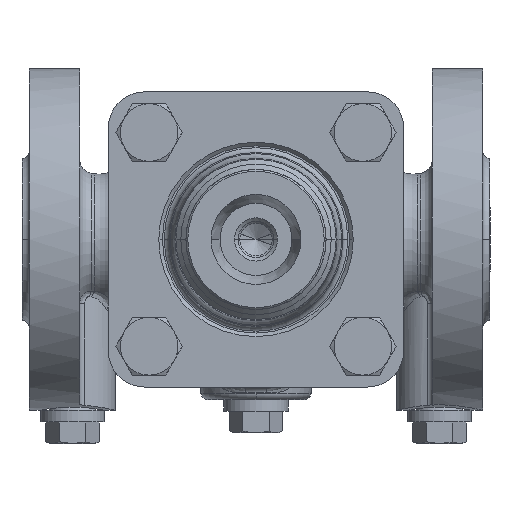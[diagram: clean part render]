
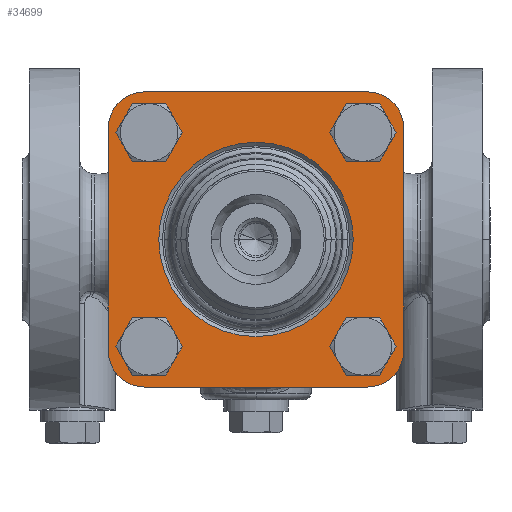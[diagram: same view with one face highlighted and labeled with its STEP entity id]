
A CAD part, front view. The second image highlights one B-rep face of the part: STEP entity #34699.
In plain terms, the highlighted planar face has unit normal (0, -1, 0).
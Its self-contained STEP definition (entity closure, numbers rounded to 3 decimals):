
#34250=CARTESIAN_POINT('',(-31.,0.,31.));
#34251=DIRECTION('',(0.,-1.,0.));
#34252=DIRECTION('',(0.,0.,1.));
#34253=AXIS2_PLACEMENT_3D('',#34250,#34251,#34252);
#34255=DIRECTION('',(1.,0.,0.));
#34256=VECTOR('',#34255,62.);
#34257=CARTESIAN_POINT('',(-31.,0.,41.));
#34258=LINE('',#34257,#34256);
#34259=CARTESIAN_POINT('',(31.,0.,31.));
#34260=DIRECTION('',(0.,-1.,0.));
#34261=DIRECTION('',(1.,0.,0.));
#34262=AXIS2_PLACEMENT_3D('',#34259,#34260,#34261);
#34264=DIRECTION('',(0.,0.,-1.));
#34265=VECTOR('',#34264,62.);
#34266=CARTESIAN_POINT('',(41.,0.,31.));
#34267=LINE('',#34266,#34265);
#34268=CARTESIAN_POINT('',(31.,0.,-31.));
#34269=DIRECTION('',(0.,-1.,0.));
#34270=DIRECTION('',(0.,0.,-1.));
#34271=AXIS2_PLACEMENT_3D('',#34268,#34269,#34270);
#34273=DIRECTION('',(-1.,0.,0.));
#34274=VECTOR('',#34273,62.);
#34275=CARTESIAN_POINT('',(31.,0.,-41.));
#34276=LINE('',#34275,#34274);
#34277=CARTESIAN_POINT('',(-31.,0.,-31.));
#34278=DIRECTION('',(0.,-1.,0.));
#34279=DIRECTION('',(-1.,0.,0.));
#34280=AXIS2_PLACEMENT_3D('',#34277,#34278,#34279);
#34282=DIRECTION('',(0.,0.,1.));
#34283=VECTOR('',#34282,62.);
#34284=CARTESIAN_POINT('',(-41.,0.,-31.));
#34285=LINE('',#34284,#34283);
#34286=CARTESIAN_POINT('',(0.,0.,
0.));
#34287=DIRECTION('',(0.,1.,0.));
#34288=DIRECTION('',(1.,0.,0.));
#34289=AXIS2_PLACEMENT_3D('',#34286,#34287,#34288);
#34291=CARTESIAN_POINT('',(0.,0.,
0.));
#34292=DIRECTION('',(0.,1.,0.));
#34293=DIRECTION('',(-1.,0.,0.));
#34294=AXIS2_PLACEMENT_3D('',#34291,#34292,#34293);
#34296=CARTESIAN_POINT('',(-29.698,0.,29.698));
#34297=DIRECTION('',(0.,-1.,0.));
#34298=DIRECTION('',(1.,0.,0.));
#34299=AXIS2_PLACEMENT_3D('',#34296,#34297,#34298);
#34301=CARTESIAN_POINT('',(-29.698,0.,29.698));
#34302=DIRECTION('',(0.,-1.,0.));
#34303=DIRECTION('',(-1.,0.,0.));
#34304=AXIS2_PLACEMENT_3D('',#34301,#34302,#34303);
#34306=CARTESIAN_POINT('',(29.698,0.,29.698));
#34307=DIRECTION('',(0.,-1.,0.));
#34308=DIRECTION('',(1.,0.,0.));
#34309=AXIS2_PLACEMENT_3D('',#34306,#34307,#34308);
#34311=CARTESIAN_POINT('',(29.698,0.,29.698));
#34312=DIRECTION('',(0.,-1.,0.));
#34313=DIRECTION('',(-1.,0.,0.));
#34314=AXIS2_PLACEMENT_3D('',#34311,#34312,#34313);
#34316=CARTESIAN_POINT('',(29.698,0.,-29.698));
#34317=DIRECTION('',(0.,-1.,0.));
#34318=DIRECTION('',(1.,0.,0.));
#34319=AXIS2_PLACEMENT_3D('',#34316,#34317,#34318);
#34321=CARTESIAN_POINT('',(29.698,0.,-29.698));
#34322=DIRECTION('',(0.,-1.,0.));
#34323=DIRECTION('',(-1.,0.,0.));
#34324=AXIS2_PLACEMENT_3D('',#34321,#34322,#34323);
#34326=CARTESIAN_POINT('',(-29.698,0.,-29.698));
#34327=DIRECTION('',(0.,-1.,0.));
#34328=DIRECTION('',(1.,0.,0.));
#34329=AXIS2_PLACEMENT_3D('',#34326,#34327,#34328);
#34331=CARTESIAN_POINT('',(-29.698,0.,-29.698));
#34332=DIRECTION('',(0.,-1.,0.));
#34333=DIRECTION('',(-1.,0.,0.));
#34334=AXIS2_PLACEMENT_3D('',#34331,#34332,#34333);
#34566=CARTESIAN_POINT('',(-31.,0.,41.));
#34567=CARTESIAN_POINT('',(-41.,0.,31.));
#34568=VERTEX_POINT('',#34566);
#34569=VERTEX_POINT('',#34567);
#34574=CARTESIAN_POINT('',(41.,0.,31.));
#34575=CARTESIAN_POINT('',(31.,0.,41.));
#34576=VERTEX_POINT('',#34574);
#34577=VERTEX_POINT('',#34575);
#34582=CARTESIAN_POINT('',(31.,0.,-41.));
#34583=CARTESIAN_POINT('',(41.,0.,-31.));
#34584=VERTEX_POINT('',#34582);
#34585=VERTEX_POINT('',#34583);
#34590=CARTESIAN_POINT('',(-41.,0.,-31.));
#34591=CARTESIAN_POINT('',(-31.,0.,-41.));
#34592=VERTEX_POINT('',#34590);
#34593=VERTEX_POINT('',#34591);
#34606=CARTESIAN_POINT('',(27.,0.,0.));
#34607=CARTESIAN_POINT('',(-27.,0.,0.));
#34608=VERTEX_POINT('',#34606);
#34609=VERTEX_POINT('',#34607);
#34614=CARTESIAN_POINT('',(-23.948,0.,29.698));
#34615=CARTESIAN_POINT('',(-35.448,0.,29.698));
#34616=VERTEX_POINT('',#34614);
#34617=VERTEX_POINT('',#34615);
#34622=CARTESIAN_POINT('',(35.448,0.,29.698));
#34623=CARTESIAN_POINT('',(23.948,0.,29.698));
#34624=VERTEX_POINT('',#34622);
#34625=VERTEX_POINT('',#34623);
#34630=CARTESIAN_POINT('',(35.448,0.,-29.698));
#34631=CARTESIAN_POINT('',(23.948,0.,-29.698));
#34632=VERTEX_POINT('',#34630);
#34633=VERTEX_POINT('',#34631);
#34638=CARTESIAN_POINT('',(-23.948,0.,-29.698));
#34639=CARTESIAN_POINT('',(-35.448,0.,-29.698));
#34640=VERTEX_POINT('',#34638);
#34641=VERTEX_POINT('',#34639);
#34646=CARTESIAN_POINT('',(0.,0.,0.));
#34647=DIRECTION('',(0.,1.,0.));
#34648=DIRECTION('',(1.,0.,0.));
#34649=AXIS2_PLACEMENT_3D('',#34646,#34647,#34648);
#34650=PLANE('',#34649);
#34652=ORIENTED_EDGE('',*,*,#34651,.F.);
#34654=ORIENTED_EDGE('',*,*,#34653,.T.);
#34656=ORIENTED_EDGE('',*,*,#34655,.F.);
#34658=ORIENTED_EDGE('',*,*,#34657,.T.);
#34660=ORIENTED_EDGE('',*,*,#34659,.F.);
#34662=ORIENTED_EDGE('',*,*,#34661,.T.);
#34664=ORIENTED_EDGE('',*,*,#34663,.F.);
#34666=ORIENTED_EDGE('',*,*,#34665,.T.);
#34667=EDGE_LOOP('',(#34652,#34654,#34656,#34658,#34660,#34662,#34664,#34666));
#34668=FACE_OUTER_BOUND('',#34667,.F.);
#34670=ORIENTED_EDGE('',*,*,#34669,.F.);
#34672=ORIENTED_EDGE('',*,*,#34671,.F.);
#34673=EDGE_LOOP('',(#34670,#34672));
#34674=FACE_BOUND('',#34673,.F.);
#34676=ORIENTED_EDGE('',*,*,#34675,.T.);
#34678=ORIENTED_EDGE('',*,*,#34677,.T.);
#34679=EDGE_LOOP('',(#34676,#34678));
#34680=FACE_BOUND('',#34679,.F.);
#34682=ORIENTED_EDGE('',*,*,#34681,.T.);
#34684=ORIENTED_EDGE('',*,*,#34683,.T.);
#34685=EDGE_LOOP('',(#34682,#34684));
#34686=FACE_BOUND('',#34685,.F.);
#34688=ORIENTED_EDGE('',*,*,#34687,.T.);
#34690=ORIENTED_EDGE('',*,*,#34689,.T.);
#34691=EDGE_LOOP('',(#34688,#34690));
#34692=FACE_BOUND('',#34691,.F.);
#34694=ORIENTED_EDGE('',*,*,#34693,.T.);
#34696=ORIENTED_EDGE('',*,*,#34695,.T.);
#34697=EDGE_LOOP('',(#34694,#34696));
#34698=FACE_BOUND('',#34697,.F.);
#34699=ADVANCED_FACE('',(#34668,#34674,#34680,#34686,#34692,#34698),#34650,.F.);
#34254=CIRCLE('',#34253,10.);
#34263=CIRCLE('',#34262,10.);
#34272=CIRCLE('',#34271,10.);
#34281=CIRCLE('',#34280,10.);
#34290=CIRCLE('',#34289,27.);
#34295=CIRCLE('',#34294,27.);
#34300=CIRCLE('',#34299,5.75);
#34305=CIRCLE('',#34304,5.75);
#34310=CIRCLE('',#34309,5.75);
#34315=CIRCLE('',#34314,5.75);
#34320=CIRCLE('',#34319,5.75);
#34325=CIRCLE('',#34324,5.75);
#34330=CIRCLE('',#34329,5.75);
#34335=CIRCLE('',#34334,5.75);
#34651=EDGE_CURVE('',#34568,#34569,#34254,.T.);
#34653=EDGE_CURVE('',#34568,#34577,#34258,.T.);
#34655=EDGE_CURVE('',#34576,#34577,#34263,.T.);
#34657=EDGE_CURVE('',#34576,#34585,#34267,.T.);
#34659=EDGE_CURVE('',#34584,#34585,#34272,.T.);
#34661=EDGE_CURVE('',#34584,#34593,#34276,.T.);
#34663=EDGE_CURVE('',#34592,#34593,#34281,.T.);
#34665=EDGE_CURVE('',#34592,#34569,#34285,.T.);
#34669=EDGE_CURVE('',#34608,#34609,#34290,.T.);
#34671=EDGE_CURVE('',#34609,#34608,#34295,.T.);
#34675=EDGE_CURVE('',#34616,#34617,#34300,.T.);
#34677=EDGE_CURVE('',#34617,#34616,#34305,.T.);
#34681=EDGE_CURVE('',#34624,#34625,#34310,.T.);
#34683=EDGE_CURVE('',#34625,#34624,#34315,.T.);
#34687=EDGE_CURVE('',#34632,#34633,#34320,.T.);
#34689=EDGE_CURVE('',#34633,#34632,#34325,.T.);
#34693=EDGE_CURVE('',#34640,#34641,#34330,.T.);
#34695=EDGE_CURVE('',#34641,#34640,#34335,.T.);
